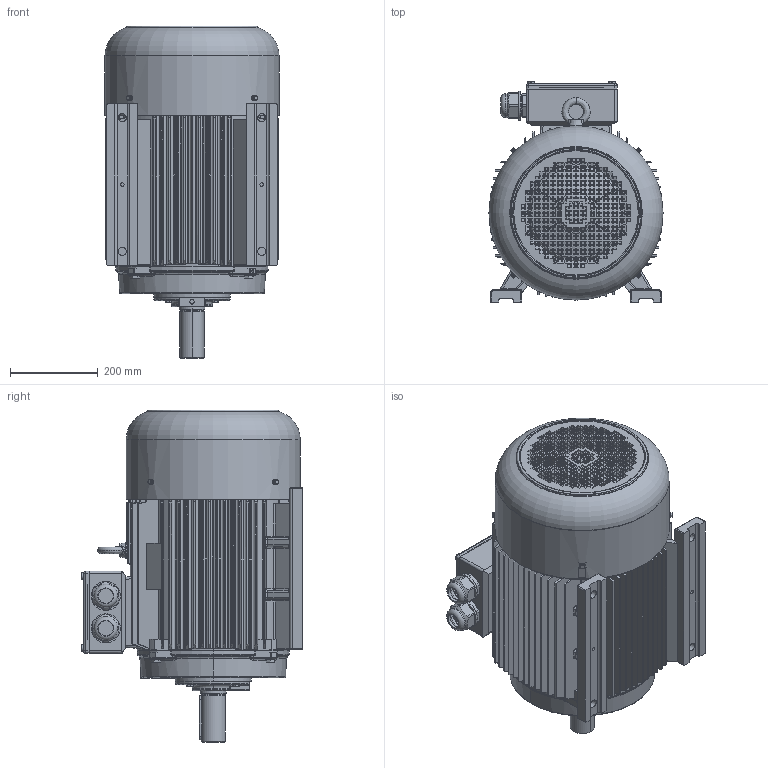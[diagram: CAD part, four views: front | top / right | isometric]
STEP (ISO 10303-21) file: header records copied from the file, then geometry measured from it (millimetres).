
FILE_DESCRIPTION(/* description */ (''),/* implementation_level */ '2;1');
FILE_NAME(/* name */ 'JM3-200L-B3.stp',/* time_stamp */ '2016-06-24T13:54:18+08:00',/* author */ (''),/* organization */ (''),/* preprocessor_version */ 'ST-DEVELOPER v15',/* originating_system */ 'SIEMENS PLM Software NX 8.5',/* authorisation */ '');
FILE_SCHEMA (('AUTOMOTIVE_DESIGN { 1 0 10303 214 3 1 1 1 }'));
Length unit declared in the file: millimetre
Products named in the file (1): pc119446389agv
Bounding box: 397 x 502.8 x 757 mm (x, y, z)
Volume: 18184209.2 mm3; surface area: 4199829.7 mm2
Topology: 54 solids, 54 shells, 5417 faces, 14526 edges, 9363 vertices
Faces by surface type: plane 2904, cylinder 1303, torus 480, bspline 404, cone 272, sphere 54
Full cylindrical faces by diameter (mm): 6 x4, 6.4 x4, 7.188 x8, 8 x9, 9.1 x4, 10.863 x8, 12 x12, 12.6 x8, 18.5 x4, 20 x1, 34.375 x2, 40.625 x4, 48.438 x12, 49 x1, 50 x4, 51.4 x1, 51.562 x12, 52 x3, 53.906 x2, 66.406 x2, 72 x2, 210 x1, 394 x1, 397 x1
Entity records: 202178 total; most frequent: CARTESIAN_POINT 64292, ORIENTED_EDGE 28376, DIRECTION 25162, EDGE_CURVE 14188, VERTEX_POINT 9262, LINE 8610, VECTOR 8610, AXIS2_PLACEMENT_3D 8276
